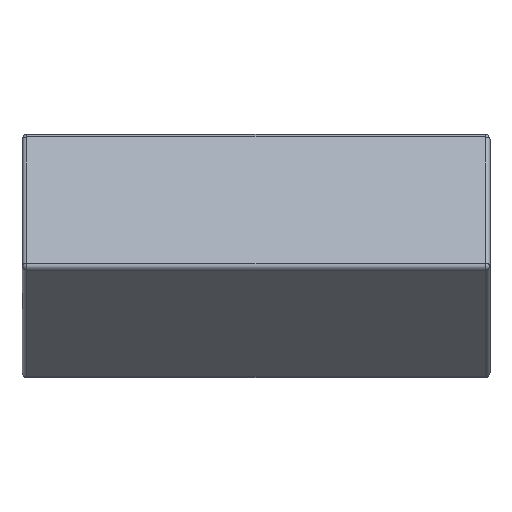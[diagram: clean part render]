
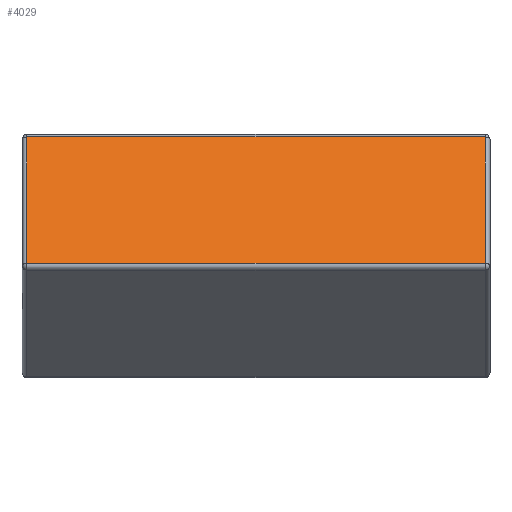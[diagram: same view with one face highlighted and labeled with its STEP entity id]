
A CAD part, top view. The second image highlights one B-rep face of the part: STEP entity #4029.
In plain terms, the highlighted planar face has unit normal (0, 0.5, 0.866).
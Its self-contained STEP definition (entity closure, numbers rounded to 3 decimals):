
#30 = ORIENTED_EDGE ( 'NONE', *, *, #3906, .T. ) ;
#33 = CARTESIAN_POINT ( 'NONE',  ( 8.275, 4.185, 10.746 ) ) ;
#55 = CARTESIAN_POINT ( 'NONE',  ( 8.275, 1.63, 12.221 ) ) ;
#167 = CARTESIAN_POINT ( 'NONE',  ( -0.975, 1.544, 12.271 ) ) ;
#286 = ORIENTED_EDGE ( 'NONE', *, *, #1732, .T. ) ;
#393 = VERTEX_POINT ( 'NONE', #4967 ) ;
#612 = VERTEX_POINT ( 'NONE', #33 ) ;
#628 = LINE ( 'NONE', #1176, #2174 ) ;
#875 = CARTESIAN_POINT ( 'NONE',  ( 7.3, 2.379, 11.788 ) ) ;
#1176 = CARTESIAN_POINT ( 'NONE',  ( 8.275, 4.272, 10.696 ) ) ;
#1264 = PLANE ( 'NONE',  #5203 ) ;
#1480 = DIRECTION ( 'NONE',  ( 0., -0.866, 0.5 ) ) ;
#1490 = EDGE_CURVE ( 'NONE', #1600, #3186, #2434, .T. ) ;
#1570 = DIRECTION ( 'NONE',  ( 0., 0.866, -0.5 ) ) ;
#1600 = VERTEX_POINT ( 'NONE', #1675 ) ;
#1675 = CARTESIAN_POINT ( 'NONE',  ( -0.975, 1.63, 12.221 ) ) ;
#1732 = EDGE_CURVE ( 'NONE', #393, #1600, #3908, .T. ) ;
#1766 = CARTESIAN_POINT ( 'NONE',  ( -1.075, 4.185, 10.746 ) ) ;
#1790 = LINE ( 'NONE', #1766, #2086 ) ;
#1888 = ORIENTED_EDGE ( 'NONE', *, *, #1490, .T. ) ;
#2086 = VECTOR ( 'NONE', #3013, 1000. ) ;
#2174 = VECTOR ( 'NONE', #1570, 1000. ) ;
#2178 = FACE_OUTER_BOUND ( 'NONE', #4763, .T. ) ;
#2434 = LINE ( 'NONE', #3657, #5210 ) ;
#3013 = DIRECTION ( 'NONE',  ( -1., 0., 0. ) ) ;
#3186 = VERTEX_POINT ( 'NONE', #55 ) ;
#3405 = DIRECTION ( 'NONE',  ( 0., -0.5, -0.866 ) ) ;
#3657 = CARTESIAN_POINT ( 'NONE',  ( 8.375, 1.63, 12.221 ) ) ;
#3906 = EDGE_CURVE ( 'NONE', #3186, #612, #628, .T. ) ;
#3908 = LINE ( 'NONE', #167, #4317 ) ;
#4029 = ADVANCED_FACE ( 'NONE', ( #2178 ), #1264, .F. ) ;
#4071 = EDGE_CURVE ( 'NONE', #612, #393, #1790, .T. ) ;
#4104 = DIRECTION ( 'NONE',  ( 1., 0., 0. ) ) ;
#4317 = VECTOR ( 'NONE', #1480, 1000. ) ;
#4322 = DIRECTION ( 'NONE',  ( 0., 0.866, -0.5 ) ) ;
#4763 = EDGE_LOOP ( 'NONE', ( #1888, #30, #5325, #286 ) ) ;
#4967 = CARTESIAN_POINT ( 'NONE',  ( -0.975, 4.185, 10.746 ) ) ;
#5203 = AXIS2_PLACEMENT_3D ( 'NONE', #875, #3405, #4322 ) ;
#5210 = VECTOR ( 'NONE', #4104, 1000. ) ;
#5325 = ORIENTED_EDGE ( 'NONE', *, *, #4071, .T. ) ;
